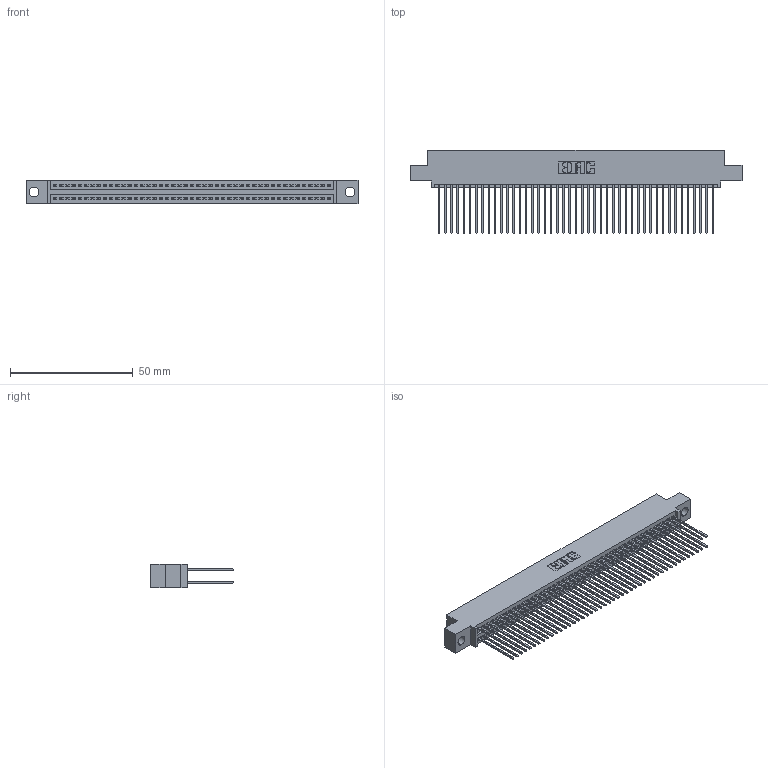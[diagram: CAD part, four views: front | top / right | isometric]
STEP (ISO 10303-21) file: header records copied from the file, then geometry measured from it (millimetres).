
FILE_DESCRIPTION (( 'STEP AP203' ), '1' );
FILE_NAME ('395-090-541-504.STEP', '2018-11-29T03:45:03', ( '' ), ( '' ), 'SwSTEP 2.0', 'SolidWorks 2016', '' );
FILE_SCHEMA (( 'CONFIG_CONTROL_DESIGN' ));
Length unit declared in the file: inch
Products named in the file (3): 345 Part_0.110 Offset - 0.156 Dia-TH; 345-292-001_345-293-141; 395-090-541-504
Assembly tree (91 placements, depth 2):
  395-090-541-504
    345 Part_0.110 Offset - 0.156 Dia-TH
    345-292-001_345-293-141  x90
Bounding box: 135.51 x 33.96 x 9.4 mm (x, y, z)
Volume: 13546.4 mm3; surface area: 22417.3 mm2
Topology: 91 solids, 91 shells, 4630 faces, 13763 edges, 9054 vertices
Faces by surface type: plane 3054, cylinder 1576
Entity records: 35057 total; most frequent: CARTESIAN_POINT 5876, ORIENTED_EDGE 5810, DIRECTION 5177, EDGE_CURVE 2905, LINE 2593, VECTOR 2593, VERTEX_POINT 1934, AXIS2_PLACEMENT_3D 1292
